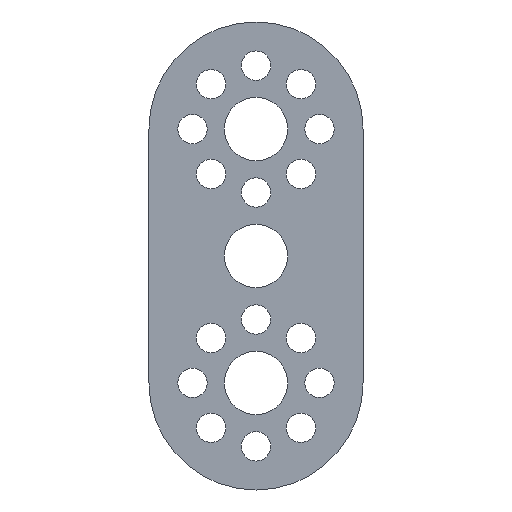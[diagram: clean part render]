
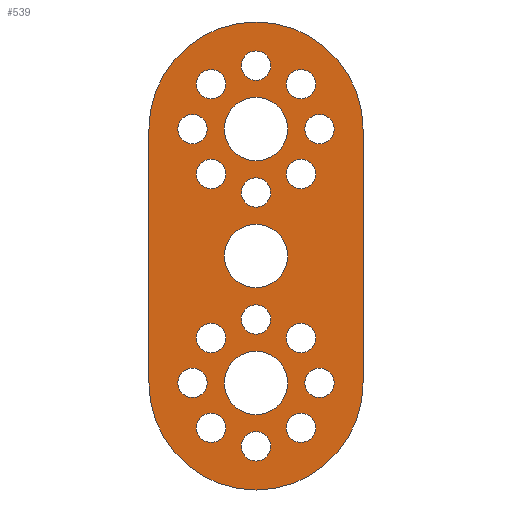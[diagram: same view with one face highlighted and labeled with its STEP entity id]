
A CAD part, front view. The second image highlights one B-rep face of the part: STEP entity #539.
In plain terms, the highlighted planar face has unit normal (0, -1, 0).
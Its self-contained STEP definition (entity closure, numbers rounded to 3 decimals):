
#34=FACE_BOUND('',#126,.T.);
#35=FACE_BOUND('',#127,.T.);
#36=FACE_BOUND('',#128,.T.);
#37=FACE_BOUND('',#129,.T.);
#38=FACE_BOUND('',#130,.T.);
#39=FACE_BOUND('',#131,.T.);
#40=FACE_BOUND('',#132,.T.);
#41=FACE_BOUND('',#133,.T.);
#42=FACE_BOUND('',#134,.T.);
#43=FACE_BOUND('',#135,.T.);
#44=FACE_BOUND('',#136,.T.);
#45=FACE_BOUND('',#137,.T.);
#46=FACE_BOUND('',#138,.T.);
#47=FACE_BOUND('',#139,.T.);
#48=FACE_BOUND('',#140,.T.);
#49=FACE_BOUND('',#141,.T.);
#50=FACE_BOUND('',#142,.T.);
#51=FACE_BOUND('',#143,.T.);
#52=FACE_BOUND('',#144,.T.);
#56=PLANE('',#620);
#81=FACE_OUTER_BOUND('',#125,.T.);
#125=EDGE_LOOP('',(#471,#472,#473,#474));
#126=EDGE_LOOP('',(#475));
#127=EDGE_LOOP('',(#476));
#128=EDGE_LOOP('',(#477));
#129=EDGE_LOOP('',(#478));
#130=EDGE_LOOP('',(#479));
#131=EDGE_LOOP('',(#480));
#132=EDGE_LOOP('',(#481));
#133=EDGE_LOOP('',(#482));
#134=EDGE_LOOP('',(#483));
#135=EDGE_LOOP('',(#484));
#136=EDGE_LOOP('',(#485));
#137=EDGE_LOOP('',(#486));
#138=EDGE_LOOP('',(#487));
#139=EDGE_LOOP('',(#488));
#140=EDGE_LOOP('',(#489));
#141=EDGE_LOOP('',(#490));
#142=EDGE_LOOP('',(#491));
#143=EDGE_LOOP('',(#492));
#144=EDGE_LOOP('',(#493));
#168=LINE('',#918,#195);
#170=LINE('',#921,#197);
#195=VECTOR('',#774,1000.);
#197=VECTOR('',#778,1000.);
#199=CIRCLE('',#555,1.85);
#201=CIRCLE('',#558,1.85);
#203=CIRCLE('',#561,1.85);
#205=CIRCLE('',#564,1.85);
#207=CIRCLE('',#567,1.85);
#209=CIRCLE('',#570,1.85);
#211=CIRCLE('',#573,1.85);
#213=CIRCLE('',#576,1.85);
#215=CIRCLE('',#579,4.);
#217=CIRCLE('',#582,1.85);
#219=CIRCLE('',#585,1.85);
#221=CIRCLE('',#588,1.85);
#223=CIRCLE('',#591,1.85);
#225=CIRCLE('',#594,1.85);
#227=CIRCLE('',#597,1.85);
#229=CIRCLE('',#600,1.85);
#231=CIRCLE('',#603,1.85);
#233=CIRCLE('',#606,4.);
#235=CIRCLE('',#609,4.);
#238=CIRCLE('',#613,13.5);
#239=CIRCLE('',#615,13.5);
#241=VERTEX_POINT('',#786);
#243=VERTEX_POINT('',#792);
#245=VERTEX_POINT('',#798);
#247=VERTEX_POINT('',#804);
#249=VERTEX_POINT('',#810);
#251=VERTEX_POINT('',#816);
#253=VERTEX_POINT('',#822);
#255=VERTEX_POINT('',#828);
#257=VERTEX_POINT('',#834);
#259=VERTEX_POINT('',#840);
#261=VERTEX_POINT('',#846);
#263=VERTEX_POINT('',#852);
#265=VERTEX_POINT('',#858);
#267=VERTEX_POINT('',#864);
#269=VERTEX_POINT('',#870);
#271=VERTEX_POINT('',#876);
#273=VERTEX_POINT('',#882);
#275=VERTEX_POINT('',#888);
#277=VERTEX_POINT('',#894);
#281=VERTEX_POINT('',#903);
#282=VERTEX_POINT('',#905);
#283=VERTEX_POINT('',#909);
#284=VERTEX_POINT('',#910);
#287=EDGE_CURVE('',#241,#241,#199,.T.);
#290=EDGE_CURVE('',#243,#243,#201,.T.);
#293=EDGE_CURVE('',#245,#245,#203,.T.);
#296=EDGE_CURVE('',#247,#247,#205,.T.);
#299=EDGE_CURVE('',#249,#249,#207,.T.);
#302=EDGE_CURVE('',#251,#251,#209,.T.);
#305=EDGE_CURVE('',#253,#253,#211,.T.);
#308=EDGE_CURVE('',#255,#255,#213,.T.);
#311=EDGE_CURVE('',#257,#257,#215,.T.);
#314=EDGE_CURVE('',#259,#259,#217,.T.);
#317=EDGE_CURVE('',#261,#261,#219,.T.);
#320=EDGE_CURVE('',#263,#263,#221,.T.);
#323=EDGE_CURVE('',#265,#265,#223,.T.);
#326=EDGE_CURVE('',#267,#267,#225,.T.);
#329=EDGE_CURVE('',#269,#269,#227,.T.);
#332=EDGE_CURVE('',#271,#271,#229,.T.);
#335=EDGE_CURVE('',#273,#273,#231,.T.);
#338=EDGE_CURVE('',#275,#275,#233,.T.);
#341=EDGE_CURVE('',#277,#277,#235,.T.);
#346=EDGE_CURVE('',#281,#282,#238,.T.);
#348=EDGE_CURVE('',#283,#284,#239,.T.);
#352=EDGE_CURVE('',#284,#281,#168,.T.);
#354=EDGE_CURVE('',#282,#283,#170,.T.);
#471=ORIENTED_EDGE('',*,*,#348,.F.);
#472=ORIENTED_EDGE('',*,*,#354,.F.);
#473=ORIENTED_EDGE('',*,*,#346,.F.);
#474=ORIENTED_EDGE('',*,*,#352,.F.);
#475=ORIENTED_EDGE('',*,*,#287,.T.);
#476=ORIENTED_EDGE('',*,*,#290,.T.);
#477=ORIENTED_EDGE('',*,*,#293,.T.);
#478=ORIENTED_EDGE('',*,*,#296,.T.);
#479=ORIENTED_EDGE('',*,*,#299,.T.);
#480=ORIENTED_EDGE('',*,*,#302,.T.);
#481=ORIENTED_EDGE('',*,*,#305,.T.);
#482=ORIENTED_EDGE('',*,*,#308,.T.);
#483=ORIENTED_EDGE('',*,*,#311,.T.);
#484=ORIENTED_EDGE('',*,*,#314,.T.);
#485=ORIENTED_EDGE('',*,*,#317,.T.);
#486=ORIENTED_EDGE('',*,*,#320,.T.);
#487=ORIENTED_EDGE('',*,*,#323,.T.);
#488=ORIENTED_EDGE('',*,*,#326,.T.);
#489=ORIENTED_EDGE('',*,*,#329,.T.);
#490=ORIENTED_EDGE('',*,*,#332,.T.);
#491=ORIENTED_EDGE('',*,*,#335,.T.);
#492=ORIENTED_EDGE('',*,*,#338,.T.);
#493=ORIENTED_EDGE('',*,*,#341,.T.);
#539=ADVANCED_FACE('',(#81,#34,#35,#36,#37,#38,#39,#40,#41,#42,#43,#44,
#45,#46,#47,#48,#49,#50,#51,#52),#56,.F.);
#555=AXIS2_PLACEMENT_3D('',#787,#625,#626);
#558=AXIS2_PLACEMENT_3D('',#793,#632,#633);
#561=AXIS2_PLACEMENT_3D('',#799,#639,#640);
#564=AXIS2_PLACEMENT_3D('',#805,#646,#647);
#567=AXIS2_PLACEMENT_3D('',#811,#653,#654);
#570=AXIS2_PLACEMENT_3D('',#817,#660,#661);
#573=AXIS2_PLACEMENT_3D('',#823,#667,#668);
#576=AXIS2_PLACEMENT_3D('',#829,#674,#675);
#579=AXIS2_PLACEMENT_3D('',#835,#681,#682);
#582=AXIS2_PLACEMENT_3D('',#841,#688,#689);
#585=AXIS2_PLACEMENT_3D('',#847,#695,#696);
#588=AXIS2_PLACEMENT_3D('',#853,#702,#703);
#591=AXIS2_PLACEMENT_3D('',#859,#709,#710);
#594=AXIS2_PLACEMENT_3D('',#865,#716,#717);
#597=AXIS2_PLACEMENT_3D('',#871,#723,#724);
#600=AXIS2_PLACEMENT_3D('',#877,#730,#731);
#603=AXIS2_PLACEMENT_3D('',#883,#737,#738);
#606=AXIS2_PLACEMENT_3D('',#889,#744,#745);
#609=AXIS2_PLACEMENT_3D('',#895,#751,#752);
#613=AXIS2_PLACEMENT_3D('',#906,#761,#762);
#615=AXIS2_PLACEMENT_3D('',#911,#766,#767);
#620=AXIS2_PLACEMENT_3D('',#924,#782,#783);
#625=DIRECTION('center_axis',(0.,1.,0.));
#626=DIRECTION('ref_axis',(0.,0.,1.));
#632=DIRECTION('center_axis',(0.,1.,0.));
#633=DIRECTION('ref_axis',(0.,0.,1.));
#639=DIRECTION('center_axis',(0.,1.,0.));
#640=DIRECTION('ref_axis',(0.,0.,1.));
#646=DIRECTION('center_axis',(0.,1.,0.));
#647=DIRECTION('ref_axis',(0.,0.,1.));
#653=DIRECTION('center_axis',(0.,1.,0.));
#654=DIRECTION('ref_axis',(0.,0.,1.));
#660=DIRECTION('center_axis',(0.,1.,0.));
#661=DIRECTION('ref_axis',(0.,0.,1.));
#667=DIRECTION('center_axis',(0.,1.,0.));
#668=DIRECTION('ref_axis',(0.,0.,1.));
#674=DIRECTION('center_axis',(0.,1.,0.));
#675=DIRECTION('ref_axis',(0.,0.,1.));
#681=DIRECTION('center_axis',(0.,1.,0.));
#682=DIRECTION('ref_axis',(0.,0.,1.));
#688=DIRECTION('center_axis',(0.,1.,0.));
#689=DIRECTION('ref_axis',(0.,0.,1.));
#695=DIRECTION('center_axis',(0.,1.,0.));
#696=DIRECTION('ref_axis',(0.,0.,1.));
#702=DIRECTION('center_axis',(0.,1.,0.));
#703=DIRECTION('ref_axis',(0.,0.,1.));
#709=DIRECTION('center_axis',(0.,1.,0.));
#710=DIRECTION('ref_axis',(0.,0.,1.));
#716=DIRECTION('center_axis',(0.,1.,0.));
#717=DIRECTION('ref_axis',(0.,0.,1.));
#723=DIRECTION('center_axis',(0.,1.,0.));
#724=DIRECTION('ref_axis',(0.,0.,1.));
#730=DIRECTION('center_axis',(0.,1.,0.));
#731=DIRECTION('ref_axis',(0.,0.,1.));
#737=DIRECTION('center_axis',(0.,1.,0.));
#738=DIRECTION('ref_axis',(0.,0.,1.));
#744=DIRECTION('center_axis',(0.,1.,0.));
#745=DIRECTION('ref_axis',(0.,0.,1.));
#751=DIRECTION('center_axis',(0.,1.,0.));
#752=DIRECTION('ref_axis',(0.,0.,1.));
#761=DIRECTION('center_axis',(0.,1.,0.));
#762=DIRECTION('ref_axis',(0.,0.,1.));
#766=DIRECTION('center_axis',(0.,1.,0.));
#767=DIRECTION('ref_axis',(0.,0.,1.));
#774=DIRECTION('',(0.,0.,-1.));
#778=DIRECTION('',(0.,0.,1.));
#782=DIRECTION('center_axis',(0.,1.,0.));
#783=DIRECTION('ref_axis',(0.,0.,1.));
#786=CARTESIAN_POINT('',(-5.66,0.,-12.19));
#787=CARTESIAN_POINT('Origin',(-5.66,0.,-10.34));
#792=CARTESIAN_POINT('',(5.66,0.,-12.19));
#793=CARTESIAN_POINT('Origin',(5.66,0.,-10.34));
#798=CARTESIAN_POINT('',(5.66,0.,-23.51));
#799=CARTESIAN_POINT('Origin',(5.66,0.,-21.66));
#804=CARTESIAN_POINT('',(-5.66,0.,-23.51));
#805=CARTESIAN_POINT('Origin',(-5.66,0.,-21.66));
#810=CARTESIAN_POINT('',(0.,0.,-25.85));
#811=CARTESIAN_POINT('Origin',(0.,0.,-24.));
#816=CARTESIAN_POINT('',(0.,0.,-9.85));
#817=CARTESIAN_POINT('Origin',(0.,0.,-8.));
#822=CARTESIAN_POINT('',(-8.,0.,-17.85));
#823=CARTESIAN_POINT('Origin',(-8.,0.,-16.));
#828=CARTESIAN_POINT('',(8.,0.,-17.85));
#829=CARTESIAN_POINT('Origin',(8.,0.,-16.));
#834=CARTESIAN_POINT('',(0.,0.,-20.));
#835=CARTESIAN_POINT('Origin',(0.,0.,-16.));
#840=CARTESIAN_POINT('',(-5.66,0.,19.81));
#841=CARTESIAN_POINT('Origin',(-5.66,0.,21.66));
#846=CARTESIAN_POINT('',(5.66,0.,19.81));
#847=CARTESIAN_POINT('Origin',(5.66,0.,21.66));
#852=CARTESIAN_POINT('',(5.66,0.,8.49));
#853=CARTESIAN_POINT('Origin',(5.66,0.,10.34));
#858=CARTESIAN_POINT('',(-5.66,0.,8.49));
#859=CARTESIAN_POINT('Origin',(-5.66,0.,10.34));
#864=CARTESIAN_POINT('',(0.,0.,6.15));
#865=CARTESIAN_POINT('Origin',(0.,0.,8.));
#870=CARTESIAN_POINT('',(0.,0.,22.15));
#871=CARTESIAN_POINT('Origin',(0.,0.,24.));
#876=CARTESIAN_POINT('',(-8.,0.,14.15));
#877=CARTESIAN_POINT('Origin',(-8.,0.,16.));
#882=CARTESIAN_POINT('',(8.,0.,14.15));
#883=CARTESIAN_POINT('Origin',(8.,0.,16.));
#888=CARTESIAN_POINT('',(0.,0.,12.));
#889=CARTESIAN_POINT('Origin',(0.,0.,16.));
#894=CARTESIAN_POINT('',(0.,0.,-4.));
#895=CARTESIAN_POINT('Origin',(0.,0.,0.));
#903=CARTESIAN_POINT('',(13.5,0.,-16.));
#905=CARTESIAN_POINT('',(-13.5,0.,-16.));
#906=CARTESIAN_POINT('Origin',(0.,0.,-16.));
#909=CARTESIAN_POINT('',(-13.5,0.,16.));
#910=CARTESIAN_POINT('',(13.5,0.,16.));
#911=CARTESIAN_POINT('Origin',(0.,0.,16.));
#918=CARTESIAN_POINT('',(13.5,0.,-16.));
#921=CARTESIAN_POINT('',(-13.5,0.,-16.));
#924=CARTESIAN_POINT('Origin',(0.,0.,16.));
